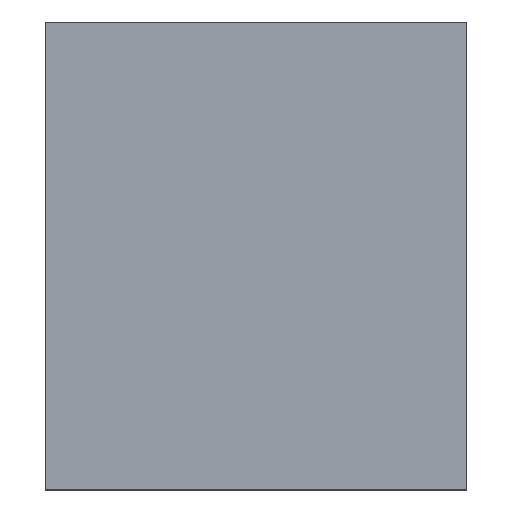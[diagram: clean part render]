
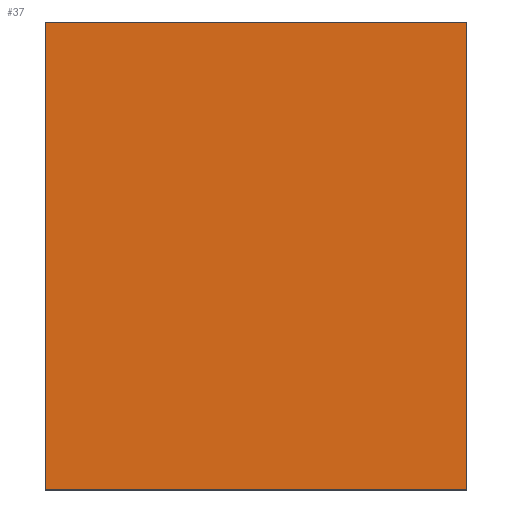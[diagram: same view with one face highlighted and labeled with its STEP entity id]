
A CAD part, left-side view. The second image highlights one B-rep face of the part: STEP entity #37.
In plain terms, the highlighted planar face has unit normal (-1, 0, 0).
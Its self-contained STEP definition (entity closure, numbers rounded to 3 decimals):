
#17 = VERTEX_POINT ( 'NONE', #306 ) ;
#24 = CARTESIAN_POINT ( 'NONE',  ( -112.5, -152.5, -15. ) ) ;
#37 = ADVANCED_FACE ( 'NONE', ( #419 ), #463, .T. ) ;
#45 = DIRECTION ( 'NONE',  ( 0., 0., 1. ) ) ;
#56 = DIRECTION ( 'NONE',  ( 0., 1., 0. ) ) ;
#74 = DIRECTION ( 'NONE',  ( 0., 1., 0. ) ) ;
#86 = DIRECTION ( 'NONE',  ( 0., 0., 1. ) ) ;
#144 = CARTESIAN_POINT ( 'NONE',  ( -112.5, -142.5, -6. ) ) ;
#145 = LINE ( 'NONE', #605, #396 ) ;
#161 = CARTESIAN_POINT ( 'NONE',  ( -112.5, -152.5, -8. ) ) ;
#198 = VECTOR ( 'NONE', #56, 1000. ) ;
#201 = ORIENTED_EDGE ( 'NONE', *, *, #553, .T. ) ;
#213 = VERTEX_POINT ( 'NONE', #675 ) ;
#233 = ORIENTED_EDGE ( 'NONE', *, *, #556, .F. ) ;
#265 = EDGE_LOOP ( 'NONE', ( #673, #201, #233, #520 ) ) ;
#306 = CARTESIAN_POINT ( 'NONE',  ( -112.5, -152.5, -6. ) ) ;
#310 = VECTOR ( 'NONE', #45, 1000. ) ;
#312 = CARTESIAN_POINT ( 'NONE',  ( -112.5, -152.5, -6. ) ) ;
#375 = VERTEX_POINT ( 'NONE', #144 ) ;
#376 = AXIS2_PLACEMENT_3D ( 'NONE', #791, #457, #800 ) ;
#396 = VECTOR ( 'NONE', #74, 1000. ) ;
#419 = FACE_OUTER_BOUND ( 'NONE', #265, .T. ) ;
#457 = DIRECTION ( 'NONE',  ( -1., 0., 0. ) ) ;
#463 = PLANE ( 'NONE',  #376 ) ;
#520 = ORIENTED_EDGE ( 'NONE', *, *, #613, .F. ) ;
#553 = EDGE_CURVE ( 'NONE', #17, #375, #595, .T. ) ;
#556 = EDGE_CURVE ( 'NONE', #213, #375, #668, .T. ) ;
#591 = CARTESIAN_POINT ( 'NONE',  ( -112.5, -142.5, -8. ) ) ;
#595 = LINE ( 'NONE', #312, #198 ) ;
#605 = CARTESIAN_POINT ( 'NONE',  ( -112.5, -152.5, -15. ) ) ;
#613 = EDGE_CURVE ( 'NONE', #716, #213, #145, .T. ) ;
#668 = LINE ( 'NONE', #591, #310 ) ;
#673 = ORIENTED_EDGE ( 'NONE', *, *, #830, .T. ) ;
#675 = CARTESIAN_POINT ( 'NONE',  ( -112.5, -142.5, -15. ) ) ;
#679 = VECTOR ( 'NONE', #86, 1000. ) ;
#716 = VERTEX_POINT ( 'NONE', #24 ) ;
#791 = CARTESIAN_POINT ( 'NONE',  ( -112.5, -152.5, -8. ) ) ;
#800 = DIRECTION ( 'NONE',  ( 0., 0., 1. ) ) ;
#830 = EDGE_CURVE ( 'NONE', #716, #17, #854, .T. ) ;
#854 = LINE ( 'NONE', #161, #679 ) ;
